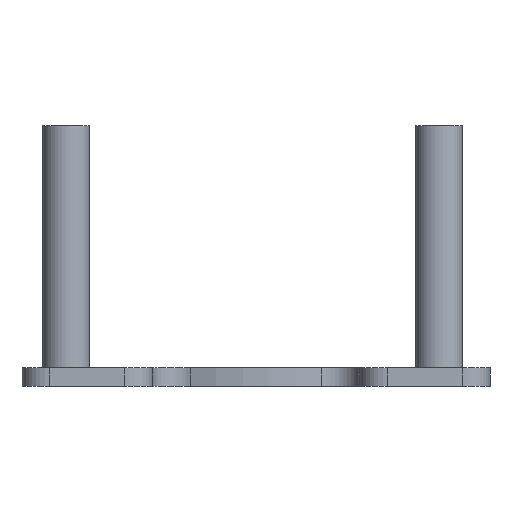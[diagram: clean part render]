
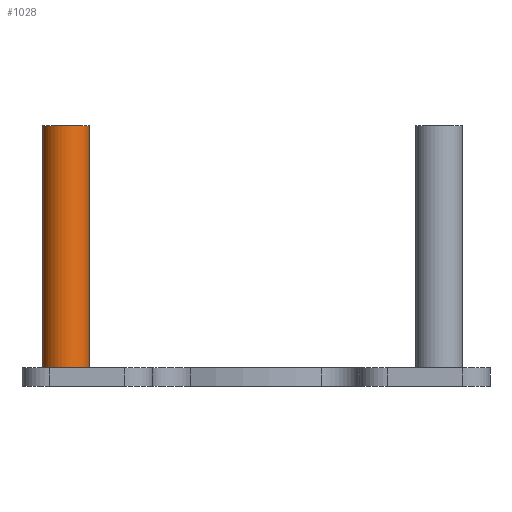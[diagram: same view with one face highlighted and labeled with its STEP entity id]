
A CAD part, front view. The second image highlights one B-rep face of the part: STEP entity #1028.
In plain terms, the highlighted cylindrical face has radius 2.5 mm (diameter 5 mm), a full revolution.
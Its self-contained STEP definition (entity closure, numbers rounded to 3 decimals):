
#58=FACE_OUTER_BOUND('',#119,.T.);
#119=EDGE_LOOP('',(#690,#691,#692,#693));
#196=LINE('',#1600,#279);
#279=VECTOR('',#1255,2.5);
#363=CIRCLE('',#1115,2.5);
#364=CIRCLE('',#1116,2.5);
#433=VERTEX_POINT('',#1597);
#434=VERTEX_POINT('',#1599);
#536=EDGE_CURVE('',#433,#433,#363,.T.);
#537=EDGE_CURVE('',#433,#434,#196,.T.);
#538=EDGE_CURVE('',#434,#434,#364,.T.);
#690=ORIENTED_EDGE('',*,*,#536,.F.);
#691=ORIENTED_EDGE('',*,*,#537,.T.);
#692=ORIENTED_EDGE('',*,*,#538,.F.);
#693=ORIENTED_EDGE('',*,*,#537,.F.);
#993=CYLINDRICAL_SURFACE('',#1114,2.5);
#1028=ADVANCED_FACE('',(#58),#993,.T.);
#1114=AXIS2_PLACEMENT_3D('',#1596,#1251,#1252);
#1115=AXIS2_PLACEMENT_3D('',#1598,#1253,#1254);
#1116=AXIS2_PLACEMENT_3D('',#1601,#1256,#1257);
#1251=DIRECTION('center_axis',(0.,0.,1.));
#1252=DIRECTION('ref_axis',(1.,0.,0.));
#1253=DIRECTION('center_axis',(0.,0.,1.));
#1254=DIRECTION('ref_axis',(1.,0.,0.));
#1255=DIRECTION('',(0.,0.,-1.));
#1256=DIRECTION('center_axis',(0.,0.,-1.));
#1257=DIRECTION('ref_axis',(1.,0.,0.));
#1596=CARTESIAN_POINT('Origin',(20.25,-23.1,2.));
#1597=CARTESIAN_POINT('',(17.75,-23.1,28.));
#1598=CARTESIAN_POINT('Origin',(20.25,-23.1,28.));
#1599=CARTESIAN_POINT('',(17.75,-23.1,2.));
#1600=CARTESIAN_POINT('',(17.75,-23.1,2.));
#1601=CARTESIAN_POINT('Origin',(20.25,-23.1,2.));
